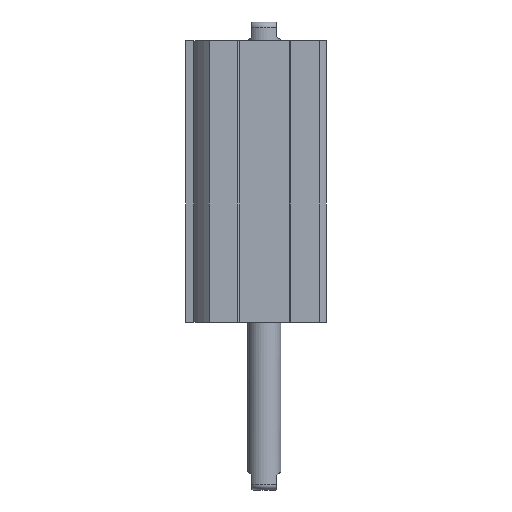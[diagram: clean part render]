
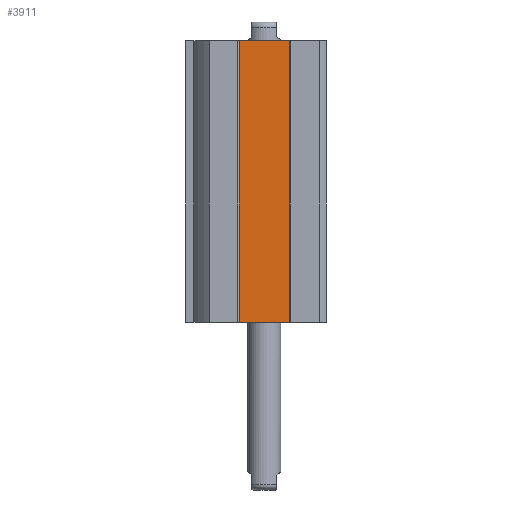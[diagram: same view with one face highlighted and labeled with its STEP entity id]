
A CAD part, left-side view. The second image highlights one B-rep face of the part: STEP entity #3911.
In plain terms, the highlighted planar face has unit normal (-1, 0, 0).
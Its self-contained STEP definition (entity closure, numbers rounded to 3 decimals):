
#589=CARTESIAN_POINT('',(-10.,-6.124,0.0));
#590=VERTEX_POINT('',#589);
#598=CARTESIAN_POINT('',(-10.0,6.124,0.0));
#599=VERTEX_POINT('',#598);
#600=CARTESIAN_POINT('',(-10.0,6.124,0.0));
#601=DIRECTION('',(0.0,-1.0,0.0));
#602=VECTOR('',#601,12.247);
#603=LINE('',#600,#602);
#604=EDGE_CURVE('',#599,#590,#603,.T.);
#980=CARTESIAN_POINT('',(-10.0,6.124,68.0));
#981=VERTEX_POINT('',#980);
#989=CARTESIAN_POINT('',(-10.,-6.124,68.0));
#990=VERTEX_POINT('',#989);
#991=CARTESIAN_POINT('',(-10.,-6.124,68.0));
#992=DIRECTION('',(0.0,1.0,0.0));
#993=VECTOR('',#992,12.247);
#994=LINE('',#991,#993);
#995=EDGE_CURVE('',#990,#981,#994,.T.);
#3884=CARTESIAN_POINT('',(-10.,-6.124,0.0));
#3885=DIRECTION('',(0.0,0.0,1.0));
#3886=VECTOR('',#3885,68.0);
#3887=LINE('',#3884,#3886);
#3888=EDGE_CURVE('',#590,#990,#3887,.T.);
#3895=CARTESIAN_POINT('',(-10.,-6.124,0.0));
#3896=DIRECTION('',(-1.0,0.0,0.0));
#3897=DIRECTION('',(0.0,0.0,1.0));
#3898=AXIS2_PLACEMENT_3D('',#3895,#3896,#3897);
#3899=PLANE('',#3898);
#3900=ORIENTED_EDGE('',*,*,#995,.T.);
#3901=CARTESIAN_POINT('',(-10.0,6.124,0.0));
#3902=DIRECTION('',(0.0,0.0,1.0));
#3903=VECTOR('',#3902,68.0);
#3904=LINE('',#3901,#3903);
#3905=EDGE_CURVE('',#599,#981,#3904,.T.);
#3906=ORIENTED_EDGE('',*,*,#3905,.F.);
#3907=ORIENTED_EDGE('',*,*,#604,.T.);
#3908=ORIENTED_EDGE('',*,*,#3888,.T.);
#3909=EDGE_LOOP('',(#3900,#3906,#3907,#3908));
#3910=FACE_OUTER_BOUND('',#3909,.T.);
#3911=ADVANCED_FACE('',(#3910),#3899,.T.);
